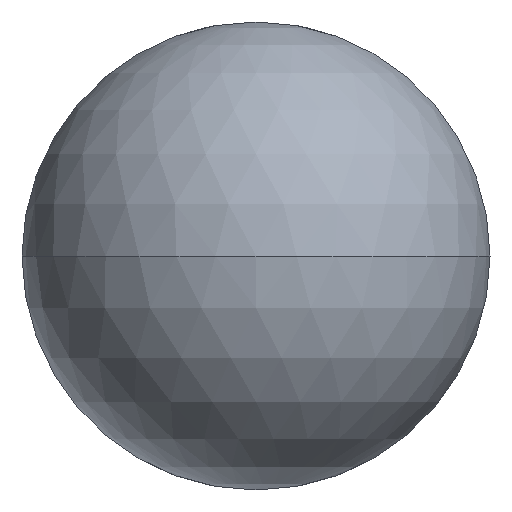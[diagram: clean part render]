
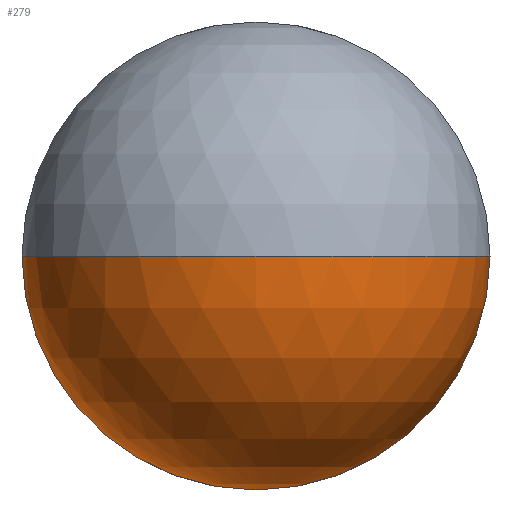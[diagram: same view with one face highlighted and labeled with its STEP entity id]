
A CAD part, front view. The second image highlights one B-rep face of the part: STEP entity #279.
In plain terms, the highlighted spherical face has radius 4.763 mm.
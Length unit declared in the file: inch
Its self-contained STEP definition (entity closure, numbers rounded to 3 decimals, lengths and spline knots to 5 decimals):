
#20 = CARTESIAN_POINT ( 'NONE',  ( -0.1875, 0.1875, 0. ) ) ;
#29 = CARTESIAN_POINT ( 'NONE',  ( 0., 0.1875, 0. ) ) ;
#52 = ORIENTED_EDGE ( 'NONE', *, *, #218, .T. ) ;
#55 = VERTEX_POINT ( 'NONE', #408 ) ;
#69 = DIRECTION ( 'NONE',  ( 0., -1., 0. ) ) ;
#71 = CIRCLE ( 'NONE', #397, 0.1875 ) ;
#76 = ORIENTED_EDGE ( 'NONE', *, *, #253, .T. ) ;
#114 = DIRECTION ( 'NONE',  ( 0., 0., -1. ) ) ;
#115 = VERTEX_POINT ( 'NONE', #421 ) ;
#128 = ORIENTED_EDGE ( 'NONE', *, *, #286, .F. ) ;
#131 = VERTEX_POINT ( 'NONE', #373 ) ;
#154 = AXIS2_PLACEMENT_3D ( 'NONE', #410, #332, #298 ) ;
#191 = EDGE_LOOP ( 'NONE', ( #259, #52, #76, #128 ) ) ;
#212 = DIRECTION ( 'NONE',  ( 1., 0., 0. ) ) ;
#218 = EDGE_CURVE ( 'NONE', #131, #115, #273, .T. ) ;
#231 = DIRECTION ( 'NONE',  ( 0., 0., -1. ) ) ;
#240 = DIRECTION ( 'NONE',  ( -1., 0., 0. ) ) ;
#253 = EDGE_CURVE ( 'NONE', #115, #55, #406, .T. ) ;
#259 = ORIENTED_EDGE ( 'NONE', *, *, #454, .T. ) ;
#265 = AXIS2_PLACEMENT_3D ( 'NONE', #346, #472, #231 ) ;
#273 = CIRCLE ( 'NONE', #396, 0.1875 ) ;
#279 = ADVANCED_FACE ( 'NONE', ( #484 ), #452, .T. ) ;
#280 = CARTESIAN_POINT ( 'NONE',  ( 0., 0.1875, 0. ) ) ;
#286 = EDGE_CURVE ( 'NONE', #385, #55, #71, .T. ) ;
#298 = DIRECTION ( 'NONE',  ( -1., 0., 0. ) ) ;
#332 = DIRECTION ( 'NONE',  ( 0., 0., -1. ) ) ;
#346 = CARTESIAN_POINT ( 'NONE',  ( 0., 0.1875, 0. ) ) ;
#373 = CARTESIAN_POINT ( 'NONE',  ( 0., 0.1875, -0.1875 ) ) ;
#385 = VERTEX_POINT ( 'NONE', #20 ) ;
#396 = AXIS2_PLACEMENT_3D ( 'NONE', #280, #69, #114 ) ;
#397 = AXIS2_PLACEMENT_3D ( 'NONE', #457, #490, #212 ) ;
#406 = CIRCLE ( 'NONE', #512, 0.1875 ) ;
#408 = CARTESIAN_POINT ( 'NONE',  ( 0., 0., 0. ) ) ;
#410 = CARTESIAN_POINT ( 'NONE',  ( 0., 0.1875, 0. ) ) ;
#421 = CARTESIAN_POINT ( 'NONE',  ( 0.1875, 0.1875, 0. ) ) ;
#452 = SPHERICAL_SURFACE ( 'NONE', #154, 0.1875 ) ;
#454 = EDGE_CURVE ( 'NONE', #385, #131, #498, .T. ) ;
#457 = CARTESIAN_POINT ( 'NONE',  ( 0., 0.1875, 0. ) ) ;
#472 = DIRECTION ( 'NONE',  ( 0., -1., 0. ) ) ;
#484 = FACE_OUTER_BOUND ( 'NONE', #191, .T. ) ;
#490 = DIRECTION ( 'NONE',  ( 0., 0., 1. ) ) ;
#498 = CIRCLE ( 'NONE', #265, 0.1875 ) ;
#512 = AXIS2_PLACEMENT_3D ( 'NONE', #29, #515, #240 ) ;
#515 = DIRECTION ( 'NONE',  ( 0., 0., -1. ) ) ;
